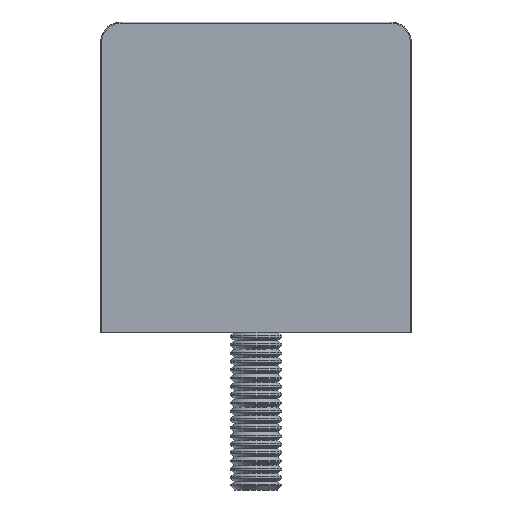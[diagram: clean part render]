
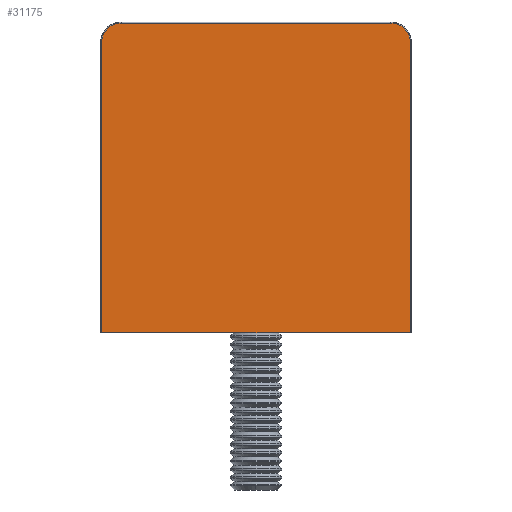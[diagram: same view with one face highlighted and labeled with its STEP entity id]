
A CAD part, left-side view. The second image highlights one B-rep face of the part: STEP entity #31175.
In plain terms, the highlighted planar face has unit normal (-1, 0, 0).
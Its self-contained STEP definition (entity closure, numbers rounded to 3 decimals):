
#68 = DIRECTION ( 'NONE',  ( 0., 1., 0. ) ) ;
#245 = LINE ( 'NONE', #32177, #5005 ) ;
#347 = EDGE_CURVE ( 'NONE', #29885, #11132, #23143, .T. ) ;
#1301 = VECTOR ( 'NONE', #6740, 1000. ) ;
#1771 = CARTESIAN_POINT ( 'NONE',  ( 0., -14.9, 28. ) ) ;
#4298 = CARTESIAN_POINT ( 'NONE',  ( 0., 0., 0. ) ) ;
#4437 = FACE_OUTER_BOUND ( 'NONE', #11425, .T. ) ;
#4568 = CARTESIAN_POINT ( 'NONE',  ( 0., -13., 28. ) ) ;
#4695 = DIRECTION ( 'NONE',  ( 0., 0., 1. ) ) ;
#5005 = VECTOR ( 'NONE', #23855, 1000. ) ;
#5374 = VECTOR ( 'NONE', #24548, 1000. ) ;
#5524 = CARTESIAN_POINT ( 'NONE',  ( 0., 14.9, 0. ) ) ;
#6186 = ORIENTED_EDGE ( 'NONE', *, *, #347, .T. ) ;
#6740 = DIRECTION ( 'NONE',  ( 0., 0., 1. ) ) ;
#7176 = DIRECTION ( 'NONE',  ( 0., 0., 1. ) ) ;
#7184 = CARTESIAN_POINT ( 'NONE',  ( 0., -14.9, 0. ) ) ;
#7419 = DIRECTION ( 'NONE',  ( -1., 0., 0. ) ) ;
#9159 = CARTESIAN_POINT ( 'NONE',  ( 0., -13., 29.9 ) ) ;
#11132 = VERTEX_POINT ( 'NONE', #15158 ) ;
#11425 = EDGE_LOOP ( 'NONE', ( #13408, #28796, #35721, #23993, #15100, #6186 ) ) ;
#13408 = ORIENTED_EDGE ( 'NONE', *, *, #28598, .F. ) ;
#14480 = VERTEX_POINT ( 'NONE', #24192 ) ;
#15100 = ORIENTED_EDGE ( 'NONE', *, *, #34570, .T. ) ;
#15158 = CARTESIAN_POINT ( 'NONE',  ( 0., 14.9, 0. ) ) ;
#15469 = PLANE ( 'NONE',  #24873 ) ;
#15535 = VERTEX_POINT ( 'NONE', #7184 ) ;
#15976 = CARTESIAN_POINT ( 'NONE',  ( 0., 13., 28. ) ) ;
#18309 = LINE ( 'NONE', #25025, #33049 ) ;
#20074 = CIRCLE ( 'NONE', #26251, 1.9 ) ;
#21267 = EDGE_CURVE ( 'NONE', #30371, #24116, #20074, .T. ) ;
#21283 = DIRECTION ( 'NONE',  ( -1., 0., 0. ) ) ;
#21320 = EDGE_CURVE ( 'NONE', #24116, #14480, #18309, .T. ) ;
#21398 = DIRECTION ( 'NONE',  ( 0., 0., 1. ) ) ;
#23143 = LINE ( 'NONE', #5524, #5374 ) ;
#23756 = CARTESIAN_POINT ( 'NONE',  ( 0., -14.9, 28. ) ) ;
#23855 = DIRECTION ( 'NONE',  ( 0., 1., 0. ) ) ;
#23874 = CIRCLE ( 'NONE', #32812, 1.9 ) ;
#23953 = DIRECTION ( 'NONE',  ( -1., 0., 0. ) ) ;
#23993 = ORIENTED_EDGE ( 'NONE', *, *, #21320, .T. ) ;
#24116 = VERTEX_POINT ( 'NONE', #9159 ) ;
#24192 = CARTESIAN_POINT ( 'NONE',  ( 0., 13., 29.9 ) ) ;
#24548 = DIRECTION ( 'NONE',  ( 0., 0., -1. ) ) ;
#24873 = AXIS2_PLACEMENT_3D ( 'NONE', #4298, #7419, #7176 ) ;
#25025 = CARTESIAN_POINT ( 'NONE',  ( 0., 13., 29.9 ) ) ;
#26251 = AXIS2_PLACEMENT_3D ( 'NONE', #4568, #23953, #21398 ) ;
#27306 = LINE ( 'NONE', #1771, #1301 ) ;
#28598 = EDGE_CURVE ( 'NONE', #15535, #11132, #245, .T. ) ;
#28796 = ORIENTED_EDGE ( 'NONE', *, *, #35147, .T. ) ;
#29885 = VERTEX_POINT ( 'NONE', #34963 ) ;
#30371 = VERTEX_POINT ( 'NONE', #23756 ) ;
#31175 = ADVANCED_FACE ( 'NONE', ( #4437 ), #15469, .T. ) ;
#32177 = CARTESIAN_POINT ( 'NONE',  ( 0., 15., 0. ) ) ;
#32812 = AXIS2_PLACEMENT_3D ( 'NONE', #15976, #21283, #4695 ) ;
#33049 = VECTOR ( 'NONE', #68, 1000. ) ;
#34570 = EDGE_CURVE ( 'NONE', #14480, #29885, #23874, .T. ) ;
#34963 = CARTESIAN_POINT ( 'NONE',  ( 0., 14.9, 28. ) ) ;
#35147 = EDGE_CURVE ( 'NONE', #15535, #30371, #27306, .T. ) ;
#35721 = ORIENTED_EDGE ( 'NONE', *, *, #21267, .T. ) ;
